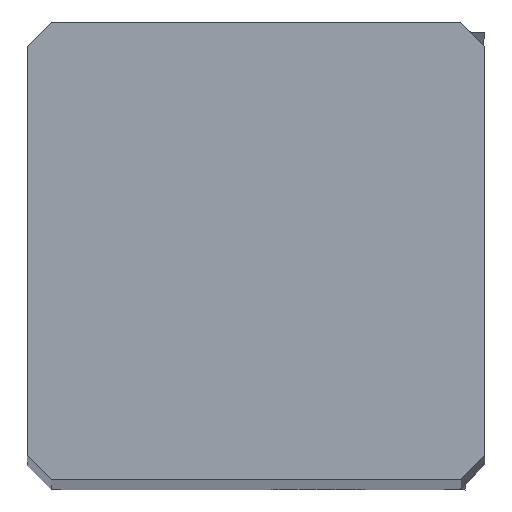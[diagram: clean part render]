
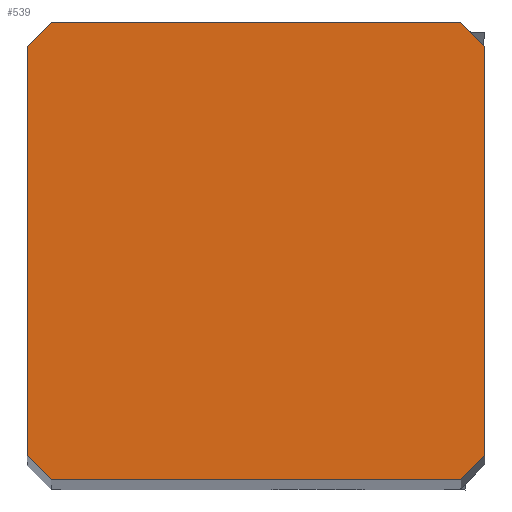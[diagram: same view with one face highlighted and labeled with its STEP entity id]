
A CAD part, top view. The second image highlights one B-rep face of the part: STEP entity #539.
In plain terms, the highlighted planar face has unit normal (0, 0, 1).
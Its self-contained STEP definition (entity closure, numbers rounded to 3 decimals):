
#467=FACE_OUTER_BOUND('',#656,.T.);
#539=ADVANCED_FACE('',(#467),#603,.T.);
#603=PLANE('',#1979);
#656=EDGE_LOOP('',(#805,#806,#807,#808,#809,#810,#811,#812));
#805=ORIENTED_EDGE('',*,*,#1295,.T.);
#806=ORIENTED_EDGE('',*,*,#1296,.F.);
#807=ORIENTED_EDGE('',*,*,#1292,.F.);
#808=ORIENTED_EDGE('',*,*,#1297,.F.);
#809=ORIENTED_EDGE('',*,*,#1298,.T.);
#810=ORIENTED_EDGE('',*,*,#1299,.F.);
#811=ORIENTED_EDGE('',*,*,#1300,.F.);
#812=ORIENTED_EDGE('',*,*,#1301,.F.);
#1139=VERTEX_POINT('',#2628);
#1146=VERTEX_POINT('',#2641);
#1149=VERTEX_POINT('',#2649);
#1150=VERTEX_POINT('',#2650);
#1151=VERTEX_POINT('',#2653);
#1152=VERTEX_POINT('',#2655);
#1153=VERTEX_POINT('',#2657);
#1154=VERTEX_POINT('',#2659);
#1292=EDGE_CURVE('',#1146,#1139,#1609,.T.);
#1295=EDGE_CURVE('',#1149,#1150,#1610,.T.);
#1296=EDGE_CURVE('',#1139,#1150,#1611,.T.);
#1297=EDGE_CURVE('',#1151,#1146,#1612,.T.);
#1298=EDGE_CURVE('',#1151,#1152,#1613,.T.);
#1299=EDGE_CURVE('',#1153,#1152,#1614,.T.);
#1300=EDGE_CURVE('',#1154,#1153,#1615,.T.);
#1301=EDGE_CURVE('',#1149,#1154,#1616,.T.);
#1609=LINE('',#2642,#1724);
#1610=LINE('',#2648,#1725);
#1611=LINE('',#2651,#1726);
#1612=LINE('',#2652,#1727);
#1613=LINE('',#2654,#1728);
#1614=LINE('',#2656,#1729);
#1615=LINE('',#2658,#1730);
#1616=LINE('',#2660,#1731);
#1724=VECTOR('',#2221,1.);
#1725=VECTOR('',#2228,1.);
#1726=VECTOR('',#2229,1.);
#1727=VECTOR('',#2230,1.);
#1728=VECTOR('',#2231,1.);
#1729=VECTOR('',#2232,1.);
#1730=VECTOR('',#2233,1.);
#1731=VECTOR('',#2234,1.);
#1979=AXIS2_PLACEMENT_3D('',#2661,#2235,#2236);
#2221=DIRECTION('',(-1.,0.,0.));
#2228=DIRECTION('',(0.,-1.,0.));
#2229=DIRECTION('',(-0.707,0.707,0.));
#2230=DIRECTION('',(-0.707,-0.707,0.));
#2231=DIRECTION('',(0.,1.,0.));
#2232=DIRECTION('',(0.707,-0.707,0.));
#2233=DIRECTION('',(1.,0.,0.));
#2234=DIRECTION('',(0.707,0.707,0.));
#2235=DIRECTION('',(0.,0.,1.));
#2236=DIRECTION('',(-1.,0.,0.));
#2628=CARTESIAN_POINT('',(0.5,0.,0.));
#2641=CARTESIAN_POINT('',(9.025,0.,0.));
#2642=CARTESIAN_POINT('',(9.025,0.,0.));
#2648=CARTESIAN_POINT('',(0.,9.025,0.));
#2649=CARTESIAN_POINT('',(0.,9.025,0.));
#2650=CARTESIAN_POINT('',(0.,0.5,0.));
#2651=CARTESIAN_POINT('',(0.5,0.,0.));
#2652=CARTESIAN_POINT('',(9.525,0.5,0.));
#2653=CARTESIAN_POINT('',(9.525,0.5,0.));
#2654=CARTESIAN_POINT('',(9.525,0.5,0.));
#2655=CARTESIAN_POINT('',(9.525,9.025,0.));
#2656=CARTESIAN_POINT('',(9.025,9.525,0.));
#2657=CARTESIAN_POINT('',(9.025,9.525,0.));
#2658=CARTESIAN_POINT('',(0.5,9.525,0.));
#2659=CARTESIAN_POINT('',(0.5,9.525,0.));
#2660=CARTESIAN_POINT('',(0.,9.025,0.));
#2661=CARTESIAN_POINT('',(4.763,4.763,0.));
